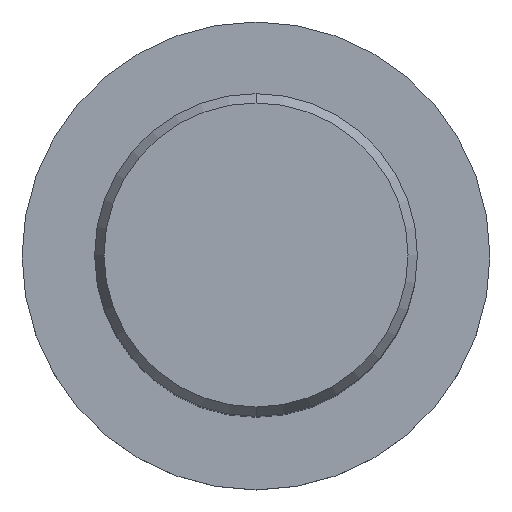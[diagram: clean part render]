
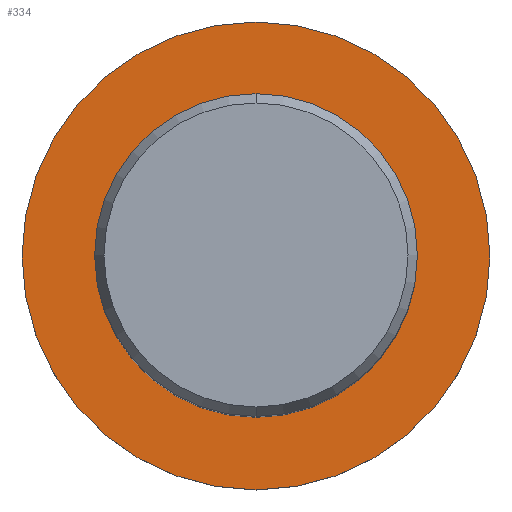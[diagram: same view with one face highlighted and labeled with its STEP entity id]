
A CAD part, top view. The second image highlights one B-rep face of the part: STEP entity #334.
In plain terms, the highlighted planar face has unit normal (0, 0, 1).
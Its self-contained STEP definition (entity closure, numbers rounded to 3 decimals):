
#214=EDGE_CURVE('',#248,#492,#549,.T.);
#244=EDGE_CURVE('',#376,#336,#583,.T.);
#248=VERTEX_POINT('',#588);
#318=EDGE_CURVE('',#336,#376,#664,.T.);
#334=ADVANCED_FACE('',(#682,#683),#684,.T.);
#336=VERTEX_POINT('',#686);
#376=VERTEX_POINT('',#729);
#412=EDGE_CURVE('',#492,#248,#769,.T.);
#492=VERTEX_POINT('',#856);
#549=CIRCLE('',#950,29.0);
#583=CIRCLE('',#1003,20.0);
#588=CARTESIAN_POINT('',(0.,-29.0,-70.0));
#664=CIRCLE('',#1152,20.0);
#682=FACE_BOUND('',#1201,.T.);
#683=FACE_OUTER_BOUND('',#1202,.T.);
#684=PLANE('',#1203);
#686=CARTESIAN_POINT('',(0.0,20.0,-70.0));
#729=CARTESIAN_POINT('',(0.,-20.0,-70.0));
#769=CIRCLE('',#1363,29.0);
#856=CARTESIAN_POINT('',(0.0,29.0,-70.0));
#950=AXIS2_PLACEMENT_3D('',#1631,#1632,#1633);
#1003=AXIS2_PLACEMENT_3D('',#1678,#1679,#1680);
#1152=AXIS2_PLACEMENT_3D('',#1778,#1779,#1780);
#1201=EDGE_LOOP('',(#1807,#1808));
#1202=EDGE_LOOP('',(#1809,#1810));
#1203=AXIS2_PLACEMENT_3D('',#1811,#1812,#1813);
#1363=AXIS2_PLACEMENT_3D('',#1911,#1912,#1913);
#1631=CARTESIAN_POINT('',(0.0,0.0,-70.0));
#1632=DIRECTION('',(0.0,0.0,-1.0));
#1633=DIRECTION('',(0.0,1.0,0.0));
#1678=CARTESIAN_POINT('',(0.0,0.0,-70.0));
#1679=DIRECTION('',(-0.0,0.0,-1.0));
#1680=DIRECTION('',(0.0,1.0,0.0));
#1778=CARTESIAN_POINT('',(0.0,0.0,-70.0));
#1779=DIRECTION('',(-0.0,0.0,-1.0));
#1780=DIRECTION('',(0.0,1.0,0.0));
#1807=ORIENTED_EDGE('',*,*,#318,.T.);
#1808=ORIENTED_EDGE('',*,*,#244,.T.);
#1809=ORIENTED_EDGE('',*,*,#412,.F.);
#1810=ORIENTED_EDGE('',*,*,#214,.F.);
#1811=CARTESIAN_POINT('',(0.0,14.5,-70.0));
#1812=DIRECTION('',(-0.0,0.0,1.0));
#1813=DIRECTION('',(0.0,-1.0,0.0));
#1911=CARTESIAN_POINT('',(0.0,0.0,-70.0));
#1912=DIRECTION('',(0.0,0.0,-1.0));
#1913=DIRECTION('',(0.0,1.0,0.0));
